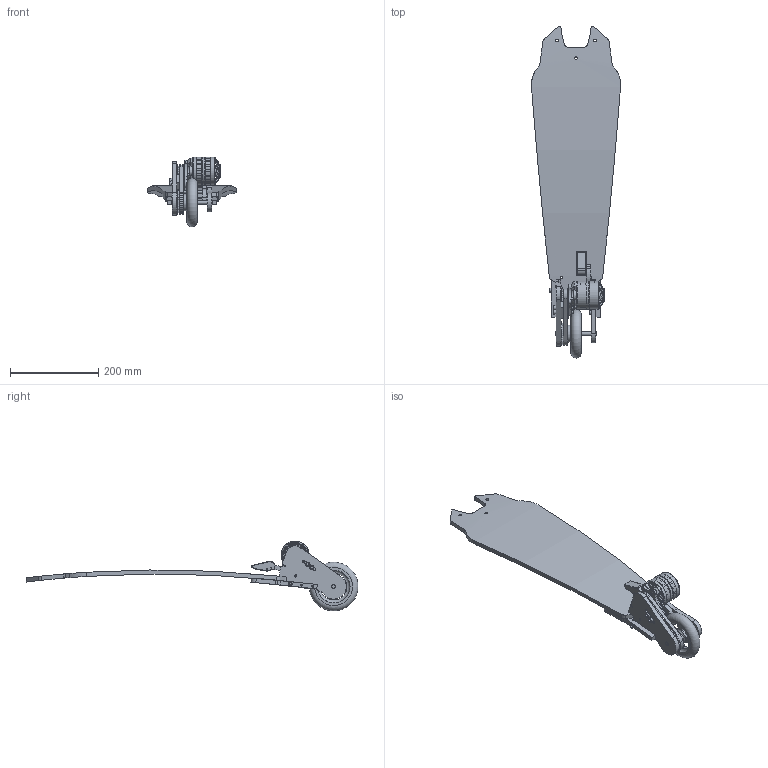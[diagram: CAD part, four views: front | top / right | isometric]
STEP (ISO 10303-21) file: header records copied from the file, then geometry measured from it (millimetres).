
FILE_DESCRIPTION(/* description */ (''),/* implementation_level */ '2;1');
FILE_NAME(/* name */ '4e39d250-b9f7-462e-98e6-b68c0c4f5afe.stp',/* time_stamp */ '2016-07-06T13:20:21+00:00',/* author */ (''),/* organization */ (''),/* preprocessor_version */ 'ST-DEVELOPER v16.5',/* originating_system */ 'Autodesk Translation Framework v5.1.0.2740',/* authorisation */ '');
FILE_SCHEMA (('AUTOMOTIVE_DESIGN { 1 0 10303 214 3 1 1 }'));
Length unit declared in the file: centimetre
Products named in the file (22): fabKickBoardWithMotor v5; back plate_1; Board; Side plate left_1_k_01; Rolle; APS 6355 230kv Outrunner v1; Motor APS 6355 230kv Stator 1; Motor APS 6355 230kv Rotor 1; HTD Timing Belt Pulley 17221600 v1_2; Timing belt_2; HTD Timing Belt Pulley 17223200 v1_2; brake_2; side plate right_2_k; Bremse; Lager_klein; Mounting_Plate_Motor_var; Motor_mound; M6_40; Achse; Achse_hinten; M5_20; breakPedal
Assembly tree (29 placements, depth 3):
  fabKickBoardWithMotor v5
    back plate_1
    Board
    Side plate left_1_k_01
    Rolle
    APS 6355 230kv Outrunner v1
      Motor APS 6355 230kv Stator 1
      Motor APS 6355 230kv Rotor 1  x2
    HTD Timing Belt Pulley 17221600 v1_2
    Timing belt_2
    HTD Timing Belt Pulley 17223200 v1_2
    brake_2
    side plate right_2_k
    Bremse
    Lager_klein  x2
    Mounting_Plate_Motor_var
    Motor_mound
    M6_40  x2
    Achse
    Achse_hinten
    M5_20  x6
    breakPedal
Bounding box: 201.77 x 751.17 x 157.53 mm (x, y, z)
Volume: 1487948.2 mm3; surface area: 426387.5 mm2
Topology: 28 solids, 30 shells, 1466 faces, 4165 edges, 2683 vertices
Faces by surface type: plane 794, cylinder 575, cone 64, bspline 18, torus 15
Full cylindrical faces by diameter (mm): 2.5 x8, 3 x1, 3.302 x16, 4.2 x4, 4.8 x6, 5 x5, 5.5 x9, 5.639 x2, 5.9 x2, 6 x1, 6.1 x6, 6.2 x3, 6.5 x4, 8 x5, 8.5 x8, 9.8 x2, 9.96 x2, 9.97 x3, 12 x1, 16.5 x1, 18.482 x1, 20 x1, 22 x5, 22.86 x1, 22.949 x1, 28 x2, 28.9 x2, 38 x1, 54 x2, 54.827 x2
Entity records: 39982 total; most frequent: CARTESIAN_POINT 10017, DIRECTION 6255, ORIENTED_EDGE 6152, EDGE_CURVE 3076, AXIS2_PLACEMENT_3D 2377, VERTEX_POINT 2033, LINE 1501, VECTOR 1501
